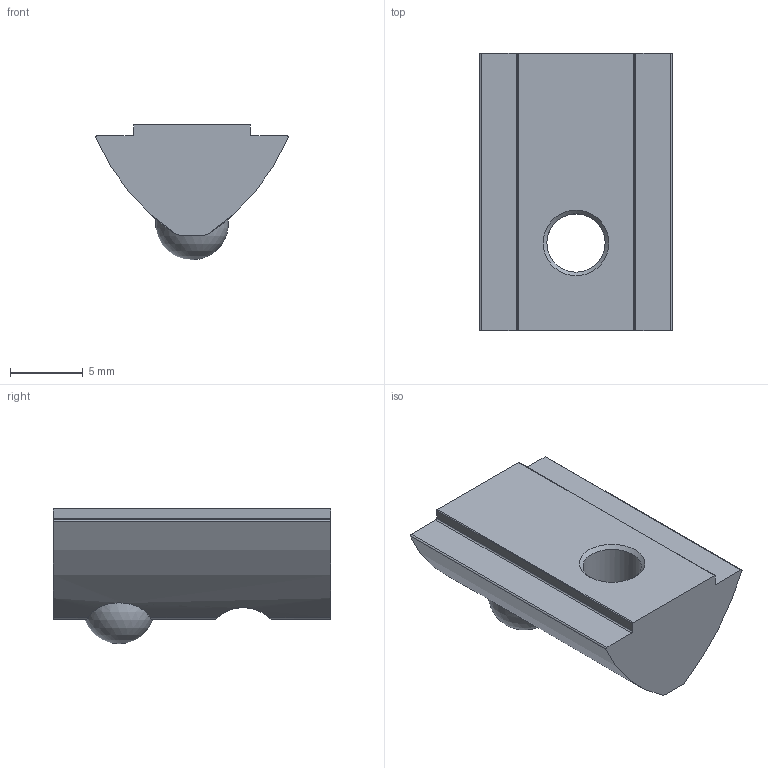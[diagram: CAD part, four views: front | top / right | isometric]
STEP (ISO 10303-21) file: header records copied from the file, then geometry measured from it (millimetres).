
FILE_DESCRIPTION((''),'2;1');
FILE_NAME('AR3546.stp','2024-11-14T13:07:46',('arma01'),(''),'Autodesk Inventor 2013','Autodesk Inventor 2013','');
FILE_SCHEMA(('AUTOMOTIVE_DESIGN { 1 0 10303 214 1 1 1 1 }'));
Length unit declared in the file: millimetre
Products named in the file (1): AR3546
Bounding box: 13.2 x 19 x 9.3 mm (x, y, z)
Volume: 1185.3 mm3; surface area: 864.1 mm2
Topology: 1 solids, 1 shells, 43 faces, 120 edges, 77 vertices
Faces by surface type: cylinder 15, bspline 14, plane 10, cone 3, sphere 1
Full cylindrical faces by diameter (mm): 4 x1
Entity records: 1665 total; most frequent: CARTESIAN_POINT 649, ORIENTED_EDGE 228, DIRECTION 168, EDGE_CURVE 114, VERTEX_POINT 74, AXIS2_PLACEMENT_3D 58, VECTOR 52, LINE 52
